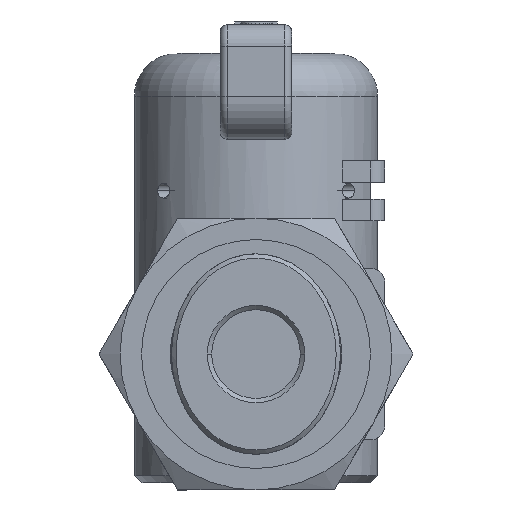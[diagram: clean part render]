
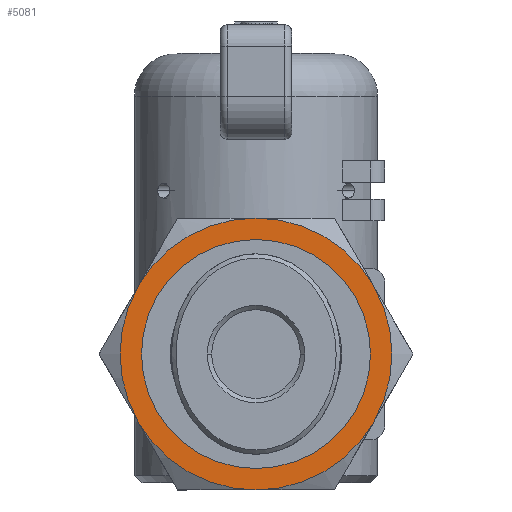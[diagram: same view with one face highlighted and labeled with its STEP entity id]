
A CAD part, front view. The second image highlights one B-rep face of the part: STEP entity #5081.
In plain terms, the highlighted planar face has unit normal (0, -1, 0).
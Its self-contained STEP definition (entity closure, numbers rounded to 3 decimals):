
#2148=CARTESIAN_POINT('',(204.269,-17.2,-12.109));
#2149=VERTEX_POINT('',#2148);
#2158=CARTESIAN_POINT('',(188.269,-17.2,-12.109));
#2159=VERTEX_POINT('',#2158);
#2160=CARTESIAN_POINT('',(196.269,-17.2,-12.109));
#2161=DIRECTION('',(0.0,-1.0,0.0));
#2162=DIRECTION('',(1.0,0.0,0.0));
#2163=AXIS2_PLACEMENT_3D('',#2160,#2161,#2162);
#2164=CIRCLE('',#2163,8.0);
#2165=EDGE_CURVE('',#2149,#2159,#2164,.T.);
#4602=CARTESIAN_POINT('',(196.269,-17.2,-2.609));
#4603=VERTEX_POINT('',#4602);
#4656=CARTESIAN_POINT('',(188.041,-17.2,-7.359));
#4657=VERTEX_POINT('',#4656);
#4695=CARTESIAN_POINT('',(204.496,-17.2,-16.859));
#4696=VERTEX_POINT('',#4695);
#4710=CARTESIAN_POINT('',(204.496,-17.2,-7.359));
#4711=VERTEX_POINT('',#4710);
#4725=CARTESIAN_POINT('',(196.269,-17.2,-12.109));
#4726=DIRECTION('',(0.0,-1.0,0.0));
#4727=DIRECTION('',(-1.0,0.0,0.0));
#4728=AXIS2_PLACEMENT_3D('',#4725,#4726,#4727);
#4729=CIRCLE('',#4728,9.5);
#4730=EDGE_CURVE('',#4696,#4711,#4729,.T.);
#4742=CARTESIAN_POINT('',(196.269,-17.2,-21.609));
#4743=VERTEX_POINT('',#4742);
#4770=CARTESIAN_POINT('',(196.269,-17.2,-12.109));
#4771=DIRECTION('',(0.0,-1.0,0.0));
#4772=DIRECTION('',(-1.0,0.0,0.0));
#4773=AXIS2_PLACEMENT_3D('',#4770,#4771,#4772);
#4774=CIRCLE('',#4773,9.5);
#4775=EDGE_CURVE('',#4743,#4696,#4774,.T.);
#4787=CARTESIAN_POINT('',(188.041,-17.2,-16.859));
#4788=VERTEX_POINT('',#4787);
#4815=CARTESIAN_POINT('',(196.269,-17.2,-12.109));
#4816=DIRECTION('',(0.0,-1.0,0.0));
#4817=DIRECTION('',(-1.0,0.0,0.0));
#4818=AXIS2_PLACEMENT_3D('',#4815,#4816,#4817);
#4819=CIRCLE('',#4818,9.5);
#4820=EDGE_CURVE('',#4788,#4743,#4819,.T.);
#4843=CARTESIAN_POINT('',(196.269,-17.2,-12.109));
#4844=DIRECTION('',(0.0,-1.0,0.0));
#4845=DIRECTION('',(-1.0,0.0,0.0));
#4846=AXIS2_PLACEMENT_3D('',#4843,#4844,#4845);
#4847=CIRCLE('',#4846,9.5);
#4848=EDGE_CURVE('',#4657,#4788,#4847,.T.);
#4860=CARTESIAN_POINT('',(196.269,-17.2,-12.109));
#4861=DIRECTION('',(0.0,-1.0,0.0));
#4862=DIRECTION('',(-1.0,0.0,0.0));
#4863=AXIS2_PLACEMENT_3D('',#4860,#4861,#4862);
#4864=CIRCLE('',#4863,9.5);
#4865=EDGE_CURVE('',#4603,#4657,#4864,.T.);
#4877=CARTESIAN_POINT('',(196.269,-17.2,-12.109));
#4878=DIRECTION('',(0.0,-1.0,0.0));
#4879=DIRECTION('',(-1.0,0.0,0.0));
#4880=AXIS2_PLACEMENT_3D('',#4877,#4878,#4879);
#4881=CIRCLE('',#4880,9.5);
#4882=EDGE_CURVE('',#4711,#4603,#4881,.T.);
#5058=CARTESIAN_POINT('',(196.269,-17.2,-12.109));
#5059=DIRECTION('',(0.0,1.0,0.0));
#5060=DIRECTION('',(1.0,0.0,0.0));
#5061=AXIS2_PLACEMENT_3D('',#5058,#5059,#5060);
#5062=PLANE('',#5061);
#5063=ORIENTED_EDGE('',*,*,#4882,.T.);
#5064=ORIENTED_EDGE('',*,*,#4865,.T.);
#5065=ORIENTED_EDGE('',*,*,#4848,.T.);
#5066=ORIENTED_EDGE('',*,*,#4820,.T.);
#5067=ORIENTED_EDGE('',*,*,#4775,.T.);
#5068=ORIENTED_EDGE('',*,*,#4730,.T.);
#5069=EDGE_LOOP('',(#5063,#5064,#5065,#5066,#5067,#5068));
#5070=FACE_OUTER_BOUND('',#5069,.T.);
#5071=ORIENTED_EDGE('',*,*,#2165,.F.);
#5072=CARTESIAN_POINT('',(196.269,-17.2,-12.109));
#5073=DIRECTION('',(0.0,-1.0,0.0));
#5074=DIRECTION('',(1.0,0.0,0.0));
#5075=AXIS2_PLACEMENT_3D('',#5072,#5073,#5074);
#5076=CIRCLE('',#5075,8.0);
#5077=EDGE_CURVE('',#2159,#2149,#5076,.T.);
#5078=ORIENTED_EDGE('',*,*,#5077,.F.);
#5079=EDGE_LOOP('',(#5071,#5078));
#5080=FACE_BOUND('',#5079,.T.);
#5081=ADVANCED_FACE('',(#5070,#5080),#5062,.F.);
